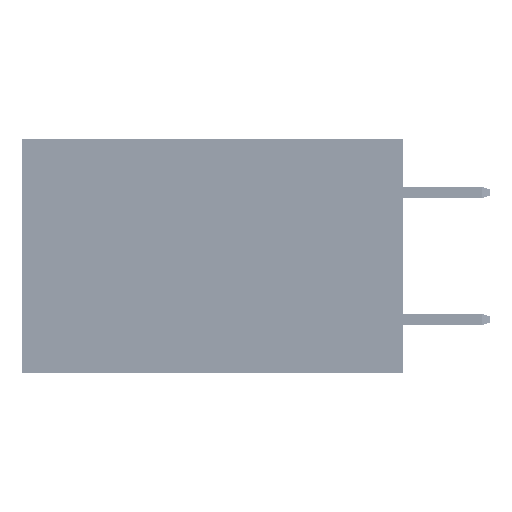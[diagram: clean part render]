
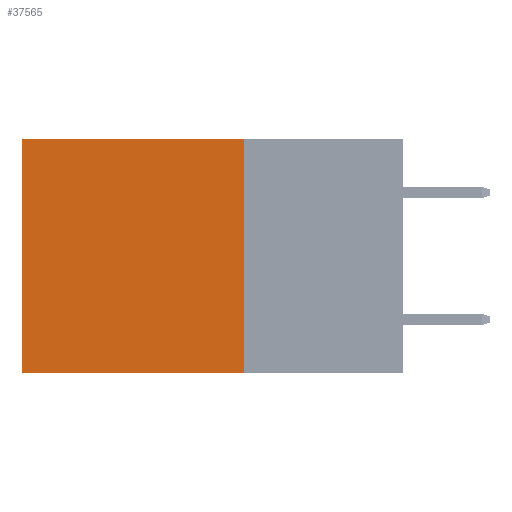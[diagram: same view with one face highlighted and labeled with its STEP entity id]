
A CAD part, left-side view. The second image highlights one B-rep face of the part: STEP entity #37565.
In plain terms, the highlighted planar face has unit normal (-1, 0, 0).
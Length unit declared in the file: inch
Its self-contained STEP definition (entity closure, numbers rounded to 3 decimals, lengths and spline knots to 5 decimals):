
#1404 = CARTESIAN_POINT ( 'NONE',  ( 0.2875, 0.25, 0. ) ) ;
#3193 = CARTESIAN_POINT ( 'NONE',  ( 0.2875, 0.6, -0.37 ) ) ;
#4788 = CARTESIAN_POINT ( 'NONE',  ( 0.2875, 0.25, -0.37 ) ) ;
#6338 = ORIENTED_EDGE ( 'NONE', *, *, #39357, .T. ) ;
#7290 = EDGE_CURVE ( 'NONE', #42926, #51330, #21711, .T. ) ;
#13696 = EDGE_CURVE ( 'NONE', #46413, #28558, #51894, .T. ) ;
#15433 = DIRECTION ( 'NONE',  ( 0., 0., -1. ) ) ;
#16316 = VECTOR ( 'NONE', #29979, 39.37008 ) ;
#17647 = DIRECTION ( 'NONE',  ( 1., 0., 0. ) ) ;
#20286 = ORIENTED_EDGE ( 'NONE', *, *, #13696, .T. ) ;
#20753 = ORIENTED_EDGE ( 'NONE', *, *, #7290, .F. ) ;
#21711 = LINE ( 'NONE', #30493, #34635 ) ;
#22454 = DIRECTION ( 'NONE',  ( 0., 1., 0. ) ) ;
#23090 = CARTESIAN_POINT ( 'NONE',  ( 0.2875, 0.25, 0. ) ) ;
#25711 = DIRECTION ( 'NONE',  ( 0., 0., -1. ) ) ;
#26124 = VECTOR ( 'NONE', #15433, 39.37008 ) ;
#26943 = FACE_OUTER_BOUND ( 'NONE', #46763, .T. ) ;
#28429 = VECTOR ( 'NONE', #22454, 39.37008 ) ;
#28558 = VERTEX_POINT ( 'NONE', #3193 ) ;
#29793 = EDGE_CURVE ( 'NONE', #51330, #28558, #42134, .T. ) ;
#29979 = DIRECTION ( 'NONE',  ( 0., 1., 0. ) ) ;
#30493 = CARTESIAN_POINT ( 'NONE',  ( 0.2875, 0.25, 0. ) ) ;
#32342 = AXIS2_PLACEMENT_3D ( 'NONE', #1404, #17647, #33882 ) ;
#33882 = DIRECTION ( 'NONE',  ( 0., 0., -1. ) ) ;
#34171 = CARTESIAN_POINT ( 'NONE',  ( 0.2875, 0.25, -0.37 ) ) ;
#34635 = VECTOR ( 'NONE', #25711, 39.37008 ) ;
#34955 = CARTESIAN_POINT ( 'NONE',  ( 0.2875, 0.6, 0. ) ) ;
#35603 = ORIENTED_EDGE ( 'NONE', *, *, #29793, .F. ) ;
#37565 = ADVANCED_FACE ( 'NONE', ( #26943 ), #43167, .F. ) ;
#39357 = EDGE_CURVE ( 'NONE', #42926, #46413, #45216, .T. ) ;
#42134 = LINE ( 'NONE', #34171, #28429 ) ;
#42477 = CARTESIAN_POINT ( 'NONE',  ( 0.2875, 0.25, 0. ) ) ;
#42926 = VERTEX_POINT ( 'NONE', #23090 ) ;
#43167 = PLANE ( 'NONE',  #32342 ) ;
#45216 = LINE ( 'NONE', #42477, #16316 ) ;
#46413 = VERTEX_POINT ( 'NONE', #34955 ) ;
#46763 = EDGE_LOOP ( 'NONE', ( #20286, #35603, #20753, #6338 ) ) ;
#51330 = VERTEX_POINT ( 'NONE', #4788 ) ;
#51614 = CARTESIAN_POINT ( 'NONE',  ( 0.2875, 0.6, 0. ) ) ;
#51894 = LINE ( 'NONE', #51614, #26124 ) ;
